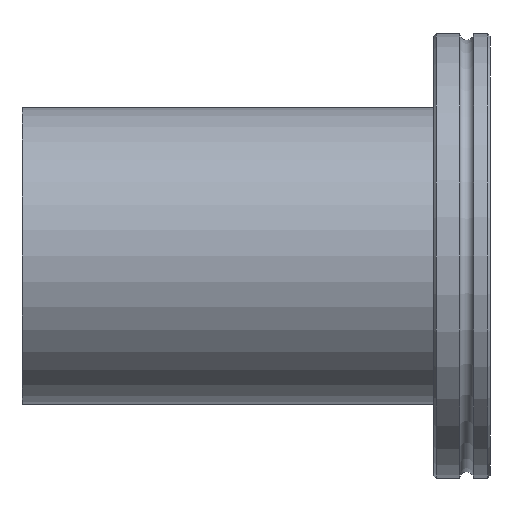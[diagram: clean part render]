
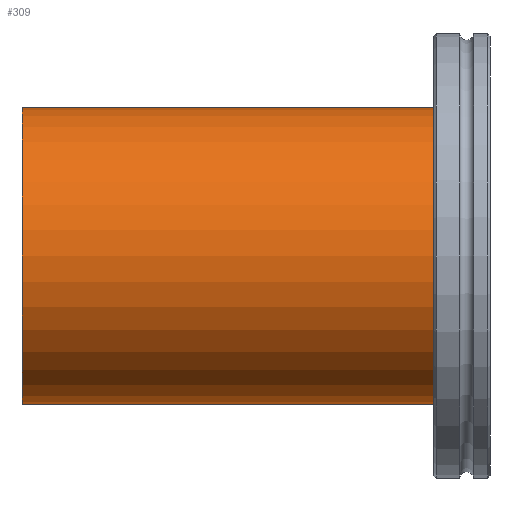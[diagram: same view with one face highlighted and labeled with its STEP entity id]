
A CAD part, left-side view. The second image highlights one B-rep face of the part: STEP entity #309.
In plain terms, the highlighted cylindrical face has radius 31.75 mm (diameter 63.5 mm), a full revolution.
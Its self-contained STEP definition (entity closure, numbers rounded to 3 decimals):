
#32=CYLINDRICAL_SURFACE('',#372,31.75);
#47=FACE_OUTER_BOUND('',#68,.T.);
#68=EDGE_LOOP('',(#268,#269,#270,#271,#272,#273));
#82=LINE('',#575,#92);
#92=VECTOR('',#476,31.75);
#119=CIRCLE('',#370,31.75);
#120=CIRCLE('',#371,31.75);
#121=CIRCLE('',#373,31.75);
#122=CIRCLE('',#374,31.75);
#152=VERTEX_POINT('',#566);
#153=VERTEX_POINT('',#567);
#154=VERTEX_POINT('',#571);
#155=VERTEX_POINT('',#572);
#193=EDGE_CURVE('',#152,#153,#119,.T.);
#194=EDGE_CURVE('',#153,#152,#120,.T.);
#195=EDGE_CURVE('',#154,#155,#121,.T.);
#196=EDGE_CURVE('',#155,#154,#122,.T.);
#197=EDGE_CURVE('',#155,#153,#82,.T.);
#268=ORIENTED_EDGE('',*,*,#195,.F.);
#269=ORIENTED_EDGE('',*,*,#196,.F.);
#270=ORIENTED_EDGE('',*,*,#197,.T.);
#271=ORIENTED_EDGE('',*,*,#194,.T.);
#272=ORIENTED_EDGE('',*,*,#193,.T.);
#273=ORIENTED_EDGE('',*,*,#197,.F.);
#309=ADVANCED_FACE('',(#47),#32,.T.);
#370=AXIS2_PLACEMENT_3D('',#568,#466,#467);
#371=AXIS2_PLACEMENT_3D('',#569,#468,#469);
#372=AXIS2_PLACEMENT_3D('',#570,#470,#471);
#373=AXIS2_PLACEMENT_3D('',#573,#472,#473);
#374=AXIS2_PLACEMENT_3D('',#574,#474,#475);
#466=DIRECTION('center_axis',(0.,1.,0.));
#467=DIRECTION('ref_axis',(1.,0.,0.));
#468=DIRECTION('center_axis',(0.,1.,0.));
#469=DIRECTION('ref_axis',(1.,0.,0.));
#470=DIRECTION('center_axis',(0.,1.,0.));
#471=DIRECTION('ref_axis',(-1.,0.,0.));
#472=DIRECTION('center_axis',(0.,1.,0.));
#473=DIRECTION('ref_axis',(1.,0.,0.));
#474=DIRECTION('center_axis',(0.,1.,0.));
#475=DIRECTION('ref_axis',(1.,0.,0.));
#476=DIRECTION('',(0.,-1.,0.));
#566=CARTESIAN_POINT('',(-31.75,12.,0.));
#567=CARTESIAN_POINT('',(31.75,12.,0.));
#568=CARTESIAN_POINT('Origin',(0.,12.,0.));
#569=CARTESIAN_POINT('Origin',(0.,12.,0.));
#570=CARTESIAN_POINT('Origin',(0.,56.,0.));
#571=CARTESIAN_POINT('',(-31.75,100.,0.));
#572=CARTESIAN_POINT('',(31.75,100.,0.));
#573=CARTESIAN_POINT('Origin',(0.,100.,0.));
#574=CARTESIAN_POINT('Origin',(0.,100.,0.));
#575=CARTESIAN_POINT('',(31.75,56.,0.));
